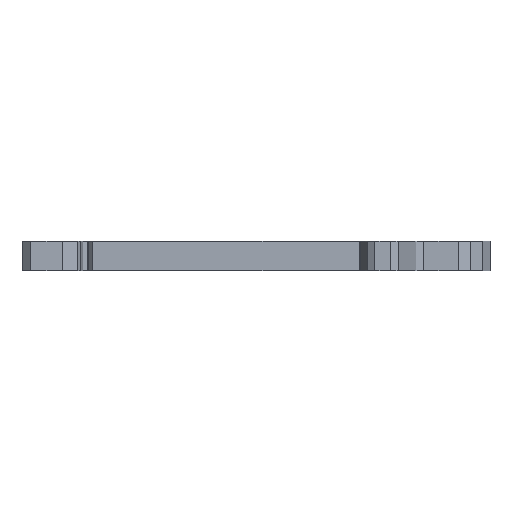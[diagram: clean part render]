
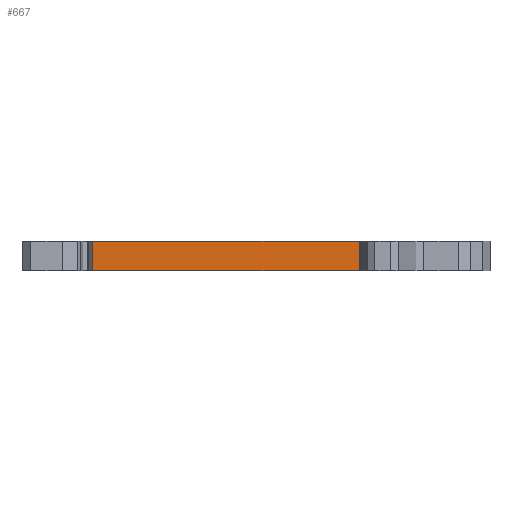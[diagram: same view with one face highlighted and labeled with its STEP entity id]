
A CAD part, front view. The second image highlights one B-rep face of the part: STEP entity #667.
In plain terms, the highlighted free-form (B-spline) face has degree [1, 1] with [2, 2] control points.
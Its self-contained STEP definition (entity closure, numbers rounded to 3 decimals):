
#615=CARTESIAN_POINT('',(17.2,-10.6,0.));
#616=VERTEX_POINT('',#615);
#617=CARTESIAN_POINT('',(17.2,-10.6,-3.5));
#618=VERTEX_POINT('',#617);
#619=CARTESIAN_POINT('',(17.2,-10.6,0.));
#620=CARTESIAN_POINT('',(17.2,-10.6,-3.5));
#621=B_SPLINE_CURVE_WITH_KNOTS('',1,(#619,#620),.POLYLINE_FORM.,.F.,.U.,(2,2),(0.,1.),.UNSPECIFIED.);
#622=EDGE_CURVE('',#616,#618,#621,.T.);
#640=CARTESIAN_POINT('',(17.296,-10.6,-17.819));
#641=CARTESIAN_POINT('',(-14.843,-10.6,-17.819));
#642=CARTESIAN_POINT('',(17.296,-10.6,14.319));
#643=CARTESIAN_POINT('',(-14.843,-10.6,14.319));
#644=B_SPLINE_SURFACE_WITH_KNOTS('',1,1,((#640,#641),(#642,#643)),.PLANE_SURF.,.F.,.F.,.U.,(2,2),(2,2),(0.,1.),(0.,1.),.UNSPECIFIED.);
#645=CARTESIAN_POINT('',(-14.747,-10.6,0.));
#646=VERTEX_POINT('',#645);
#647=CARTESIAN_POINT('',(17.2,-10.6,0.));
#648=CARTESIAN_POINT('',(-14.747,-10.6,0.));
#649=B_SPLINE_CURVE_WITH_KNOTS('',1,(#647,#648),.POLYLINE_FORM.,.F.,.U.,(2,2),(0.,1.),.UNSPECIFIED.);
#650=EDGE_CURVE('',#616,#646,#649,.T.);
#651=ORIENTED_EDGE('',*,*,#650,.T.);
#652=CARTESIAN_POINT('',(-14.747,-10.6,-3.5));
#653=VERTEX_POINT('',#652);
#654=CARTESIAN_POINT('',(-14.747,-10.6,0.));
#655=CARTESIAN_POINT('',(-14.747,-10.6,-3.5));
#656=B_SPLINE_CURVE_WITH_KNOTS('',1,(#654,#655),.POLYLINE_FORM.,.F.,.U.,(2,2),(0.,1.),.UNSPECIFIED.);
#657=EDGE_CURVE('',#646,#653,#656,.T.);
#658=ORIENTED_EDGE('',*,*,#657,.T.);
#659=CARTESIAN_POINT('',(-14.747,-10.6,-3.5));
#660=CARTESIAN_POINT('',(17.2,-10.6,-3.5));
#661=B_SPLINE_CURVE_WITH_KNOTS('',1,(#659,#660),.POLYLINE_FORM.,.F.,.U.,(2,2),(0.,1.),.UNSPECIFIED.);
#662=EDGE_CURVE('',#653,#618,#661,.T.);
#663=ORIENTED_EDGE('',*,*,#662,.T.);
#664=ORIENTED_EDGE('',*,*,#622,.F.);
#665=EDGE_LOOP('',(#651,#658,#663,#664));
#666=FACE_OUTER_BOUND('',#665,.T.);
#667=ADVANCED_FACE('',(#666),#644,.T.);
